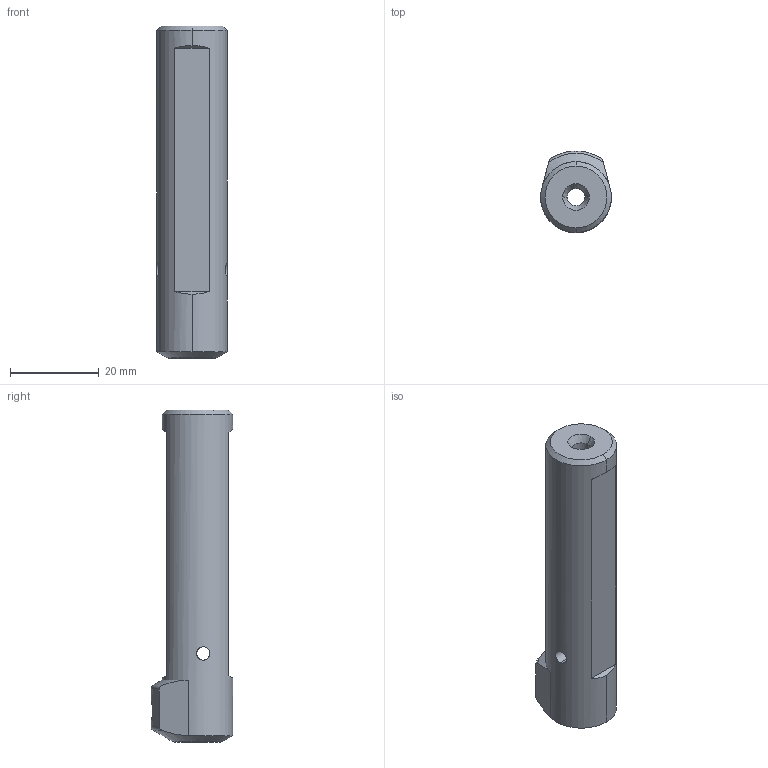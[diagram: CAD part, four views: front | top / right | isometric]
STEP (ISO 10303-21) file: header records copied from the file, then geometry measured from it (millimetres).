
FILE_DESCRIPTION(/* description */ (''),/* implementation_level */ '2;1');
FILE_NAME(/* name */ '1503306556053.stp',/* time_stamp */ '2017-08-21T11:09:22+02:00',/* author */ (''),/* organization */ ('SMS'),/* preprocessor_version */ 'ST-DEVELOPER v15',/* originating_system */ 'SIEMENS PLM Software NX 8.5',/* authorisation */ '');
FILE_SCHEMA (('AUTOMOTIVE_DESIGN { 1 0 10303 214 3 1 1 1 }'));
Length unit declared in the file: millimetre
Products named in the file (1): CXS-A16-06_step
Bounding box: 16 x 18.5 x 75 mm (x, y, z)
Volume: 12934.6 mm3; surface area: 5582.4 mm2
Topology: 1 solids, 1 shells, 48 faces, 138 edges, 85 vertices
Faces by surface type: cylinder 21, cone 13, plane 10, torus 4
Entity records: 2076 total; most frequent: CARTESIAN_POINT 841, ORIENTED_EDGE 268, DIRECTION 235, EDGE_CURVE 134, AXIS2_PLACEMENT_3D 93, VERTEX_POINT 85, EDGE_LOOP 53, LINE 49
